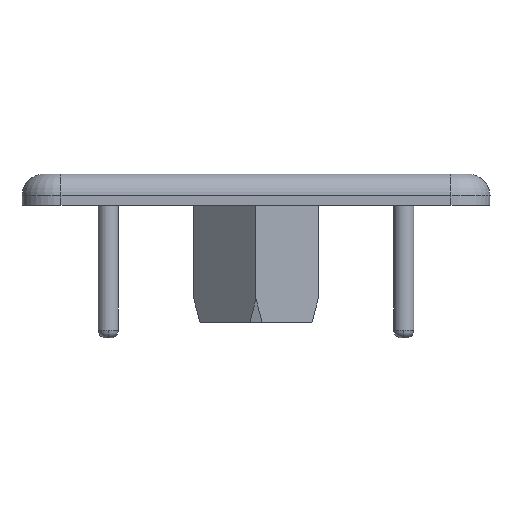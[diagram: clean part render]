
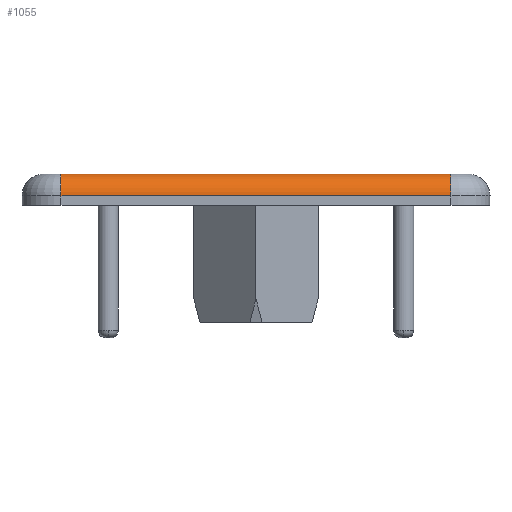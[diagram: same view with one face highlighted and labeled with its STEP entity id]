
A CAD part, front view. The second image highlights one B-rep face of the part: STEP entity #1055.
In plain terms, the highlighted cylindrical face has radius 2.8 mm (diameter 5.6 mm), a partial arc.
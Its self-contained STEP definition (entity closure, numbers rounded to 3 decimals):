
#97 = LINE ( 'NONE', #979, #2223 ) ;
#121 = CIRCLE ( 'NONE', #2404, 2.8 ) ;
#122 = CIRCLE ( 'NONE', #1353, 2.8 ) ;
#271 = ORIENTED_EDGE ( 'NONE', *, *, #769, .F. ) ;
#402 = DIRECTION ( 'NONE',  ( 1., 0., 0. ) ) ;
#415 = CARTESIAN_POINT ( 'NONE',  ( -15., -45., 1.2 ) ) ;
#485 = FACE_OUTER_BOUND ( 'NONE', #1451, .T. ) ;
#506 = DIRECTION ( 'NONE',  ( 0., 0., -1. ) ) ;
#677 = CARTESIAN_POINT ( 'NONE',  ( -15., -42.2, 1.2 ) ) ;
#740 = AXIS2_PLACEMENT_3D ( 'NONE', #677, #1531, #506 ) ;
#769 = EDGE_CURVE ( 'NONE', #1046, #1517, #97, .T. ) ;
#787 = VERTEX_POINT ( 'NONE', #1383 ) ;
#790 = DIRECTION ( 'NONE',  ( -1., 0., 0. ) ) ;
#810 = DIRECTION ( 'NONE',  ( 0., 0., -1. ) ) ;
#893 = EDGE_CURVE ( 'NONE', #1743, #787, #1124, .T. ) ;
#900 = CARTESIAN_POINT ( 'NONE',  ( 25., -42.2, 4. ) ) ;
#979 = CARTESIAN_POINT ( 'NONE',  ( 0., -42.2, 4. ) ) ;
#1046 = VERTEX_POINT ( 'NONE', #2561 ) ;
#1055 = ADVANCED_FACE ( 'NONE', ( #485 ), #1241, .T. ) ;
#1096 = VECTOR ( 'NONE', #2068, 1000. ) ;
#1124 = LINE ( 'NONE', #415, #1096 ) ;
#1225 = ORIENTED_EDGE ( 'NONE', *, *, #1980, .T. ) ;
#1241 = CYLINDRICAL_SURFACE ( 'NONE', #740, 2.8 ) ;
#1315 = CARTESIAN_POINT ( 'NONE',  ( -25., -45., 1.2 ) ) ;
#1349 = ORIENTED_EDGE ( 'NONE', *, *, #1394, .T. ) ;
#1353 = AXIS2_PLACEMENT_3D ( 'NONE', #2024, #790, #1817 ) ;
#1383 = CARTESIAN_POINT ( 'NONE',  ( 25., -45., 1.2 ) ) ;
#1394 = EDGE_CURVE ( 'NONE', #787, #1517, #122, .T. ) ;
#1451 = EDGE_LOOP ( 'NONE', ( #1349, #271, #1225, #2539 ) ) ;
#1517 = VERTEX_POINT ( 'NONE', #900 ) ;
#1531 = DIRECTION ( 'NONE',  ( 1., 0., 0. ) ) ;
#1627 = CARTESIAN_POINT ( 'NONE',  ( -25., -42.2, 1.2 ) ) ;
#1743 = VERTEX_POINT ( 'NONE', #1315 ) ;
#1817 = DIRECTION ( 'NONE',  ( 0., -1., 0. ) ) ;
#1980 = EDGE_CURVE ( 'NONE', #1046, #1743, #121, .T. ) ;
#2024 = CARTESIAN_POINT ( 'NONE',  ( 25., -42.2, 1.2 ) ) ;
#2068 = DIRECTION ( 'NONE',  ( 1., 0., 0. ) ) ;
#2223 = VECTOR ( 'NONE', #2631, 1000. ) ;
#2404 = AXIS2_PLACEMENT_3D ( 'NONE', #1627, #402, #810 ) ;
#2539 = ORIENTED_EDGE ( 'NONE', *, *, #893, .T. ) ;
#2561 = CARTESIAN_POINT ( 'NONE',  ( -25., -42.2, 4. ) ) ;
#2631 = DIRECTION ( 'NONE',  ( 1., 0., 0. ) ) ;
